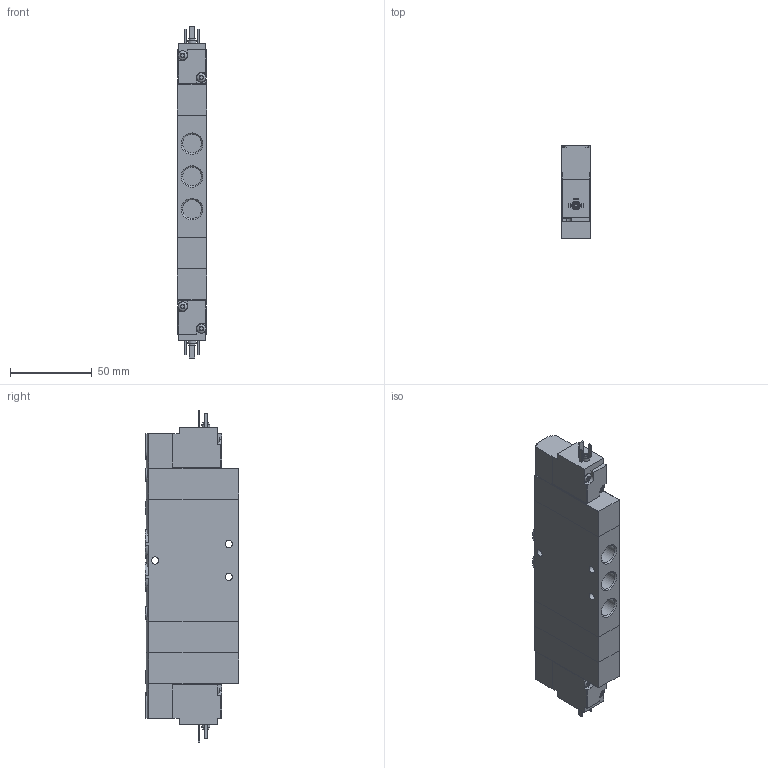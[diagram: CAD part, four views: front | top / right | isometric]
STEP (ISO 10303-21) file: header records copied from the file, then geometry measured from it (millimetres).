
FILE_DESCRIPTION(/* description */ ('STEP AP214'),/* implementation_level */ '2;1');
FILE_NAME(/* name */ '170320_CPE18-M3H-5_3GS-1_4',/* time_stamp */ '2024-08-06T20:44:06+02:00',/* author */ ('License CC BY-ND 4.0'),/* organization */ ('CADENAS'),/* preprocessor_version */ 'ST-DEVELOPER v19.3',/* originating_system */ 'PARTsolutions',/* authorisation */ ' ');
FILE_SCHEMA (('AP203_CONFIGURATION_CONTROLLED_3D_DESIGN_OF_MECHANICAL_PARTS_AND_ASSEMBLIES_MIM_LF { 1 0 10303 203 3 1 4 }','FEATURE_BASED_PROCESS_PLANNING','INTEGRATED_CNC_SCHEMA','MODEL_BASED_INTEGRATED_MANUFACTURING_SCHEMA','PROCESS_PLANNING_SCHEMA','AUTOMOTIVE_DESIGN {1 0 10303 214 3 1 1}'));
Length unit declared in the file: millimetre
Products named in the file (4): 170320 CPE18-M3H-5/3GS-1/4; CPE18-...-5; CPE18-KMEB_M3H; CPE18-ZWSTUECK_M3H
Assembly tree (4 placements, depth 2):
  170320 CPE18-M3H-5/3GS-1/4
    CPE18-...-5
    CPE18-KMEB_M3H  x2
    CPE18-ZWSTUECK_M3H
Bounding box: 18 x 57 x 203 mm (x, y, z)
Volume: 161073.7 mm3; surface area: 39404 mm2
Topology: 4 solids, 4 shells, 268 faces, 643 edges, 412 vertices
Faces by surface type: plane 131, cylinder 96, cone 37, torus 4
Full cylindrical faces by diameter (mm): 2 x2, 2.013 x2, 2.5 x2, 3.8 x2, 4.134 x4, 4.4 x3, 5 x2, 5.6 x6, 8 x4, 11.445 x5
Entity records: 4496 total; most frequent: CARTESIAN_POINT 922, DIRECTION 718, ORIENTED_EDGE 660, EDGE_CURVE 330, AXIS2_PLACEMENT_3D 269, VERTEX_POINT 231, EDGE_LOOP 217, FACE_BOUND 217
